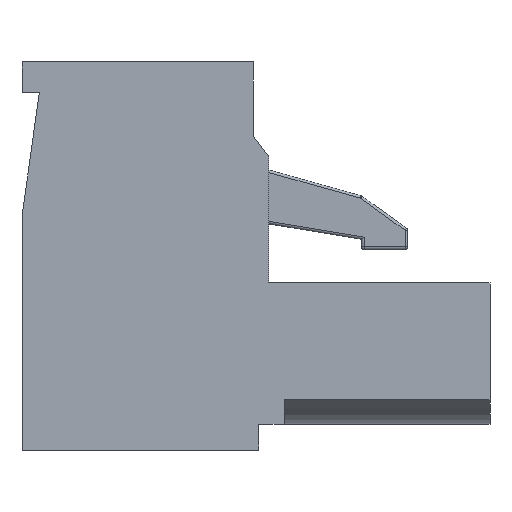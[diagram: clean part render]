
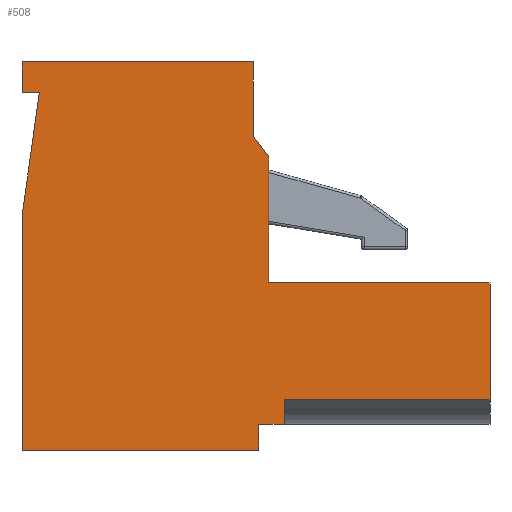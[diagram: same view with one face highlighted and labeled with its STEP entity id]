
A CAD part, left-side view. The second image highlights one B-rep face of the part: STEP entity #508.
In plain terms, the highlighted planar face has unit normal (-1, 0, 0).
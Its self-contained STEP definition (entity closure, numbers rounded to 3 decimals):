
#508 = ADVANCED_FACE( '', ( #1235 ), #1236, .F. );
#1235 = FACE_OUTER_BOUND( '', #2265, .T. );
#1236 = PLANE( '', #2266 );
#2265 = EDGE_LOOP( '', ( #3380, #3381, #3382, #3383, #3384, #3385, #3386, #3387, #3388, #3389, #3390, #3391, #3392, #3393, #3394 ) );
#2266 = AXIS2_PLACEMENT_3D( '', #3395, #3396, #3397 );
#3380 = ORIENTED_EDGE( '', *, *, #6338, .F. );
#3381 = ORIENTED_EDGE( '', *, *, #6339, .T. );
#3382 = ORIENTED_EDGE( '', *, *, #6340, .F. );
#3383 = ORIENTED_EDGE( '', *, *, #6341, .F. );
#3384 = ORIENTED_EDGE( '', *, *, #6342, .F. );
#3385 = ORIENTED_EDGE( '', *, *, #6343, .F. );
#3386 = ORIENTED_EDGE( '', *, *, #6344, .F. );
#3387 = ORIENTED_EDGE( '', *, *, #6345, .F. );
#3388 = ORIENTED_EDGE( '', *, *, #6346, .F. );
#3389 = ORIENTED_EDGE( '', *, *, #6347, .F. );
#3390 = ORIENTED_EDGE( '', *, *, #6348, .F. );
#3391 = ORIENTED_EDGE( '', *, *, #6349, .F. );
#3392 = ORIENTED_EDGE( '', *, *, #6350, .F. );
#3393 = ORIENTED_EDGE( '', *, *, #6241, .F. );
#3394 = ORIENTED_EDGE( '', *, *, #6351, .F. );
#3395 = CARTESIAN_POINT( '', ( -5., 0., 0. ) );
#3396 = DIRECTION( '', ( 1., 0., 0. ) );
#3397 = DIRECTION( '', ( 0., 0., -1. ) );
#6241 = EDGE_CURVE( '', #7422, #7423, #7424, .T. );
#6338 = EDGE_CURVE( '', #7597, #7598, #7599, .T. );
#6339 = EDGE_CURVE( '', #7597, #7600, #7601, .T. );
#6340 = EDGE_CURVE( '', #7602, #7600, #7603, .T. );
#6341 = EDGE_CURVE( '', #7604, #7602, #7605, .T. );
#6342 = EDGE_CURVE( '', #7606, #7604, #7607, .T. );
#6343 = EDGE_CURVE( '', #7608, #7606, #7609, .T. );
#6344 = EDGE_CURVE( '', #7610, #7608, #7611, .T. );
#6345 = EDGE_CURVE( '', #7612, #7610, #7613, .T. );
#6346 = EDGE_CURVE( '', #7614, #7612, #7615, .T. );
#6347 = EDGE_CURVE( '', #7616, #7614, #7617, .T. );
#6348 = EDGE_CURVE( '', #7618, #7616, #7619, .T. );
#6349 = EDGE_CURVE( '', #7620, #7618, #7621, .T. );
#6350 = EDGE_CURVE( '', #7423, #7620, #7622, .T. );
#6351 = EDGE_CURVE( '', #7598, #7422, #7623, .T. );
#7422 = VERTEX_POINT( '', #9166 );
#7423 = VERTEX_POINT( '', #9167 );
#7424 = LINE( '', #9168, #9169 );
#7597 = VERTEX_POINT( '', #9409 );
#7598 = VERTEX_POINT( '', #9410 );
#7599 = LINE( '', #9411, #9412 );
#7600 = VERTEX_POINT( '', #9413 );
#7601 = LINE( '', #9414, #9415 );
#7602 = VERTEX_POINT( '', #9416 );
#7603 = LINE( '', #9417, #9418 );
#7604 = VERTEX_POINT( '', #9419 );
#7605 = LINE( '', #9420, #9421 );
#7606 = VERTEX_POINT( '', #9422 );
#7607 = LINE( '', #9423, #9424 );
#7608 = VERTEX_POINT( '', #9425 );
#7609 = LINE( '', #9426, #9427 );
#7610 = VERTEX_POINT( '', #9428 );
#7611 = LINE( '', #9429, #9430 );
#7612 = VERTEX_POINT( '', #9431 );
#7613 = LINE( '', #9432, #9433 );
#7614 = VERTEX_POINT( '', #9434 );
#7615 = LINE( '', #9435, #9436 );
#7616 = VERTEX_POINT( '', #9437 );
#7617 = LINE( '', #9438, #9439 );
#7618 = VERTEX_POINT( '', #9440 );
#7619 = LINE( '', #9441, #9442 );
#7620 = VERTEX_POINT( '', #9443 );
#7621 = LINE( '', #9444, #9445 );
#7622 = LINE( '', #9446, #9447 );
#7623 = LINE( '', #9448, #9449 );
#9166 = CARTESIAN_POINT( '', ( -5., 0.4, -2.25 ) );
#9167 = CARTESIAN_POINT( '', ( -5., 0.4, -3.25 ) );
#9168 = CARTESIAN_POINT( '', ( -5., 0.4, 0. ) );
#9169 = VECTOR( '', #11645, 1000. );
#9409 = CARTESIAN_POINT( '', ( -5., -0.6, -1.29 ) );
#9410 = CARTESIAN_POINT( '', ( -5., -0.6, -2.25 ) );
#9411 = CARTESIAN_POINT( '', ( -5., -0.6, -1.29 ) );
#9412 = VECTOR( '', #11755, 1000. );
#9413 = CARTESIAN_POINT( '', ( -5., -8.6, -1.29 ) );
#9414 = CARTESIAN_POINT( '', ( -5., -0.6, -1.29 ) );
#9415 = VECTOR( '', #11756, 1000. );
#9416 = CARTESIAN_POINT( '', ( -5., -8.6, 3.25 ) );
#9417 = CARTESIAN_POINT( '', ( -5., -8.6, 3.25 ) );
#9418 = VECTOR( '', #11757, 1000. );
#9419 = CARTESIAN_POINT( '', ( -5., 0., 3.25 ) );
#9420 = CARTESIAN_POINT( '', ( -5., 0., 3.25 ) );
#9421 = VECTOR( '', #11758, 1000. );
#9422 = CARTESIAN_POINT( '', ( -5., 0., 8.15 ) );
#9423 = CARTESIAN_POINT( '', ( -5., 0., 11.85 ) );
#9424 = VECTOR( '', #11759, 1000. );
#9425 = CARTESIAN_POINT( '', ( -5., 0.6, 8.95 ) );
#9426 = CARTESIAN_POINT( '', ( -5., -3.912, 2.934 ) );
#9427 = VECTOR( '', #11760, 1000. );
#9428 = CARTESIAN_POINT( '', ( -5., 0.6, 11.85 ) );
#9429 = CARTESIAN_POINT( '', ( -5., 0.6, 0. ) );
#9430 = VECTOR( '', #11761, 1000. );
#9431 = CARTESIAN_POINT( '', ( -5., 9.6, 11.85 ) );
#9432 = CARTESIAN_POINT( '', ( -5., 9.6, 11.85 ) );
#9433 = VECTOR( '', #11762, 1000. );
#9434 = CARTESIAN_POINT( '', ( -5., 9.6, 10.65 ) );
#9435 = CARTESIAN_POINT( '', ( -5., 9.6, -3.25 ) );
#9436 = VECTOR( '', #11763, 1000. );
#9437 = CARTESIAN_POINT( '', ( -5., 8.925, 10.65 ) );
#9438 = CARTESIAN_POINT( '', ( -5., 0., 10.65 ) );
#9439 = VECTOR( '', #11764, 1000. );
#9440 = CARTESIAN_POINT( '', ( -5., 9.6, 5.85 ) );
#9441 = CARTESIAN_POINT( '', ( -5., 10.22, 1.436 ) );
#9442 = VECTOR( '', #11765, 1000. );
#9443 = CARTESIAN_POINT( '', ( -5., 9.6, -3.25 ) );
#9444 = CARTESIAN_POINT( '', ( -5., 9.6, -3.25 ) );
#9445 = VECTOR( '', #11766, 1000. );
#9446 = CARTESIAN_POINT( '', ( -5., -8.6, -3.25 ) );
#9447 = VECTOR( '', #11767, 1000. );
#9448 = CARTESIAN_POINT( '', ( -5., 0., -2.25 ) );
#9449 = VECTOR( '', #11768, 1000. );
#11645 = DIRECTION( '', ( 0., 0., -1. ) );
#11755 = DIRECTION( '', ( 0., 0., -1. ) );
#11756 = DIRECTION( '', ( 0., -1., 0. ) );
#11757 = DIRECTION( '', ( 0., 0., -1. ) );
#11758 = DIRECTION( '', ( 0., -1., 0. ) );
#11759 = DIRECTION( '', ( 0., 0., -1. ) );
#11760 = DIRECTION( '', ( 0., -0.6, -0.8 ) );
#11761 = DIRECTION( '', ( 0., 0., -1. ) );
#11762 = DIRECTION( '', ( 0., -1., 0. ) );
#11763 = DIRECTION( '', ( 0., 0., 1. ) );
#11764 = DIRECTION( '', ( 0., 1., 0. ) );
#11765 = DIRECTION( '', ( 0., -0.139, 0.99 ) );
#11766 = DIRECTION( '', ( 0., 0., 1. ) );
#11767 = DIRECTION( '', ( 0., 1., 0. ) );
#11768 = DIRECTION( '', ( 0., 1., 0. ) );
